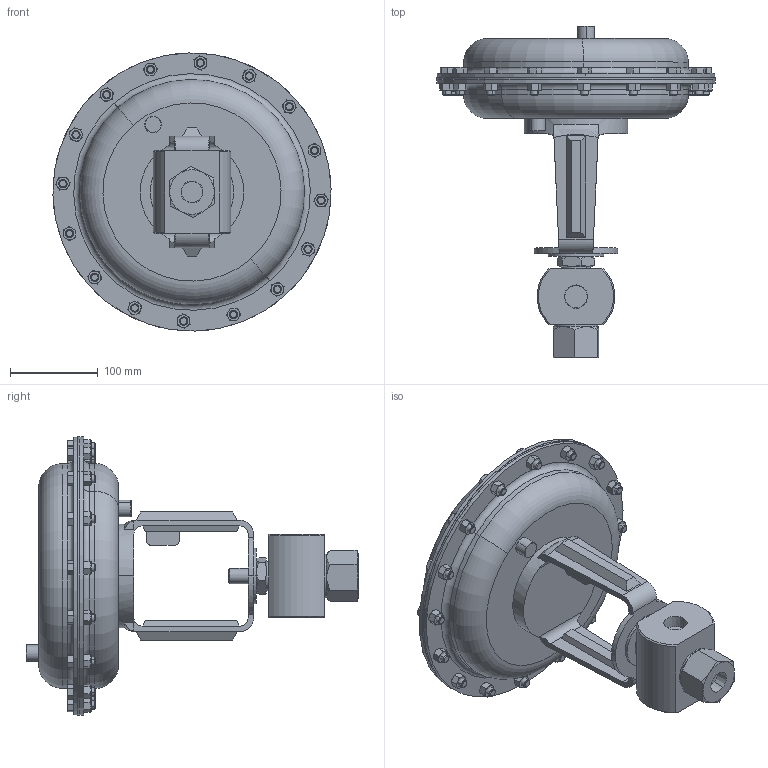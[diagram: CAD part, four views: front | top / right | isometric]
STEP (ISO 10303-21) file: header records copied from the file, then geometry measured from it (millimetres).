
FILE_DESCRIPTION (( 'STEP AP203' ), '1' );
FILE_NAME ('8000T-075-BR+CB+SB-PT-55M.step', '2017-09-20T11:28:32', ( '' ), ( '' ), 'SwSTEP 2.0', 'SolidWorks 2014', '' );
FILE_SCHEMA (( 'CONFIG_CONTROL_DESIGN' ));
Length unit declared in the file: inch
Products named in the file (1): 8000T-075-BR+CB+SB-PT-55M
Bounding box: 317.42 x 378.8 x 317.42 mm (x, y, z)
Volume: 5342754.6 mm3; surface area: 737396 mm2
Topology: 42 solids, 42 shells, 835 faces, 1782 edges, 1061 vertices
Faces by surface type: cone 372, plane 357, cylinder 82, torus 22, bspline 2
Entity records: 24646 total; most frequent: CARTESIAN_POINT 7589, ORIENTED_EDGE 3564, DIRECTION 3365, EDGE_CURVE 1782, AXIS2_PLACEMENT_3D 1409, VERTEX_POINT 1061, EDGE_LOOP 867, FACE_OUTER_BOUND 835
